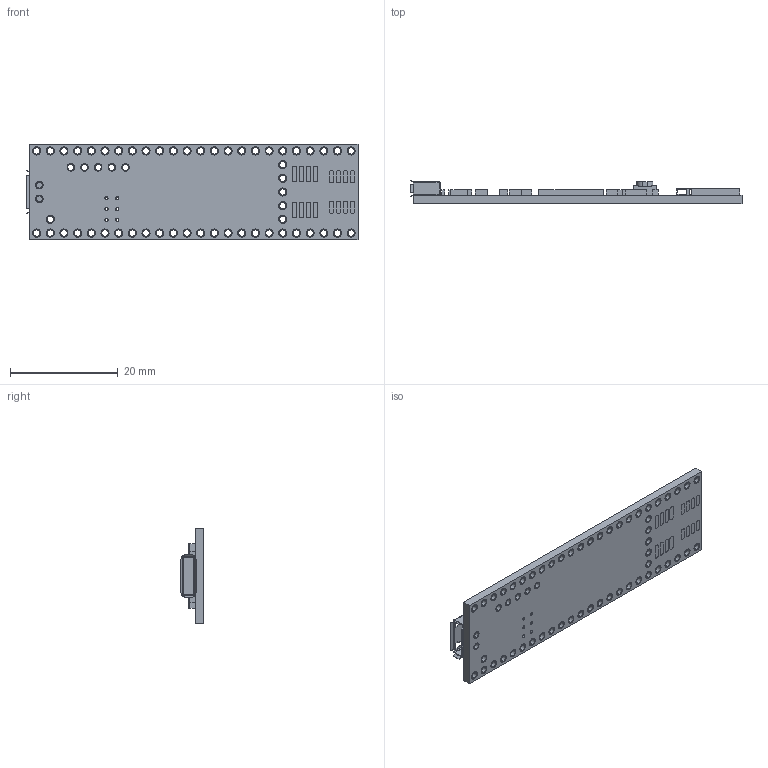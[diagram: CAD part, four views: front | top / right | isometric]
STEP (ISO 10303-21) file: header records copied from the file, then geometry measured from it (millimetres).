
FILE_DESCRIPTION (( 'STEP AP214' ), '1' );
FILE_NAME ('TEENSY 4.1.STEP', '2021-11-22T09:19:16', ( '' ), ( '' ), 'SwSTEP 2.0', 'SolidWorks 2018', '' );
FILE_SCHEMA (( 'AUTOMOTIVE_DESIGN' ));
Length unit declared in the file: millimetre
Products named in the file (1): TEENSY 4.1
Bounding box: 61.66 x 4.36 x 17.78 mm (x, y, z)
Volume: 1880 mm3; surface area: 3890.1 mm2
Topology: 27 solids, 27 shells, 637 faces, 1702 edges, 1250 vertices
Faces by surface type: plane 429, cylinder 202, sphere 6
Entity records: 24336 total; most frequent: CARTESIAN_POINT 3734, DIRECTION 3672, ORIENTED_EDGE 3392, EDGE_CURVE 1696, AXIS2_PLACEMENT_3D 1356, VERTEX_POINT 1250, VECTOR 960, LINE 960
